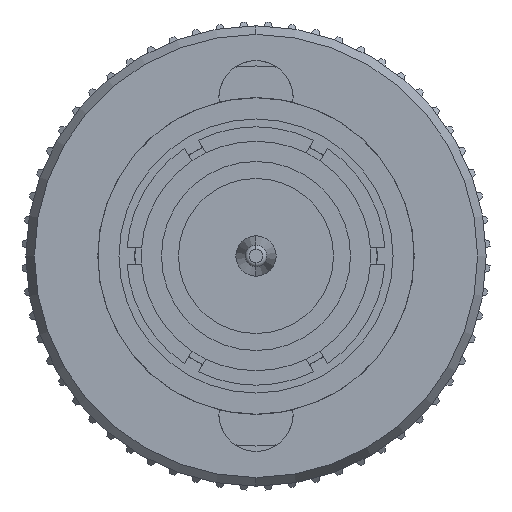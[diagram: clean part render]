
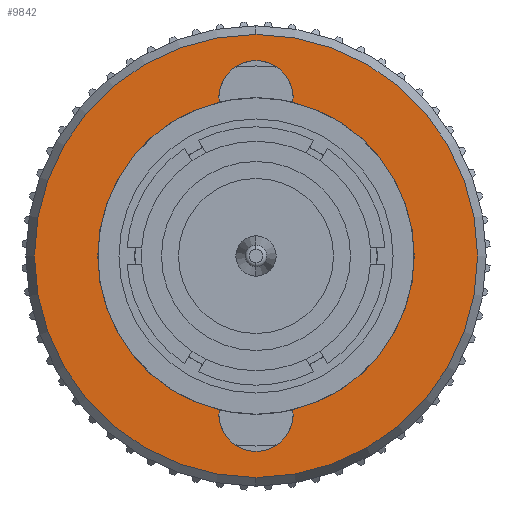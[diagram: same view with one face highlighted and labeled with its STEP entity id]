
A CAD part, left-side view. The second image highlights one B-rep face of the part: STEP entity #9842.
In plain terms, the highlighted planar face has unit normal (-1, 0, 0).
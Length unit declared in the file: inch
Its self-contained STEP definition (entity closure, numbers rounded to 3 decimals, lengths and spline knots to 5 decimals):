
#611 = ORIENTED_EDGE ( 'NONE', *, *, #9133, .T. ) ;
#622 = CIRCLE ( 'NONE', #7666, 0.27434 ) ;
#1240 = CARTESIAN_POINT ( 'NONE',  ( 0.33873, 0., 0. ) ) ;
#1284 = CARTESIAN_POINT ( 'NONE',  ( 0.33873, 0., 0. ) ) ;
#1287 = VERTEX_POINT ( 'NONE', #3409 ) ;
#1320 = EDGE_CURVE ( 'NONE', #5422, #2147, #15546, .T. ) ;
#1322 = DIRECTION ( 'NONE',  ( -1., 0., 0. ) ) ;
#1327 = ORIENTED_EDGE ( 'NONE', *, *, #6235, .T. ) ;
#1438 = ORIENTED_EDGE ( 'NONE', *, *, #14289, .F. ) ;
#1569 = ORIENTED_EDGE ( 'NONE', *, *, #15063, .F. ) ;
#1931 = ORIENTED_EDGE ( 'NONE', *, *, #1320, .F. ) ;
#1984 = VERTEX_POINT ( 'NONE', #13963 ) ;
#2147 = VERTEX_POINT ( 'NONE', #3900 ) ;
#2155 = EDGE_LOOP ( 'NONE', ( #611, #1327 ) ) ;
#2336 = CARTESIAN_POINT ( 'NONE',  ( 0.33873, 0.04568, -0.19049 ) ) ;
#2414 = AXIS2_PLACEMENT_3D ( 'NONE', #9238, #15010, #15095 ) ;
#2444 = FACE_BOUND ( 'NONE', #3098, .T. ) ;
#2591 = DIRECTION ( 'NONE',  ( 0., 0., 1. ) ) ;
#3098 = EDGE_LOOP ( 'NONE', ( #1438, #3348, #1569, #4742, #1931 ) ) ;
#3348 = ORIENTED_EDGE ( 'NONE', *, *, #4893, .F. ) ;
#3409 = CARTESIAN_POINT ( 'NONE',  ( 0.33873, 0.04568, 0.19049 ) ) ;
#3834 = DIRECTION ( 'NONE',  ( -1., 0., 0. ) ) ;
#3900 = CARTESIAN_POINT ( 'NONE',  ( 0.33873, -0.04568, -0.19049 ) ) ;
#3937 = AXIS2_PLACEMENT_3D ( 'NONE', #9566, #4599, #9410 ) ;
#3939 = CIRCLE ( 'NONE', #2414, 0.046 ) ;
#4330 = AXIS2_PLACEMENT_3D ( 'NONE', #8877, #3834, #10141 ) ;
#4599 = DIRECTION ( 'NONE',  ( -1., 0., 0. ) ) ;
#4742 = ORIENTED_EDGE ( 'NONE', *, *, #11883, .F. ) ;
#4847 = DIRECTION ( 'NONE',  ( -1., 0., 0. ) ) ;
#4893 = EDGE_CURVE ( 'NONE', #8508, #1287, #15035, .T. ) ;
#5421 = CIRCLE ( 'NONE', #11480, 0.27434 ) ;
#5422 = VERTEX_POINT ( 'NONE', #2336 ) ;
#6066 = PLANE ( 'NONE',  #14896 ) ;
#6139 = DIRECTION ( 'NONE',  ( 0., 0., -1. ) ) ;
#6235 = EDGE_CURVE ( 'NONE', #15371, #13596, #5421, .T. ) ;
#7443 = DIRECTION ( 'NONE',  ( 0., 0., -1. ) ) ;
#7666 = AXIS2_PLACEMENT_3D ( 'NONE', #8240, #9513, #10539 ) ;
#8240 = CARTESIAN_POINT ( 'NONE',  ( 0.33873, 0., 0. ) ) ;
#8278 = CARTESIAN_POINT ( 'NONE',  ( 0.33873, 0., -0.27434 ) ) ;
#8508 = VERTEX_POINT ( 'NONE', #15502 ) ;
#8673 = CIRCLE ( 'NONE', #9930, 0.1959 ) ;
#8877 = CARTESIAN_POINT ( 'NONE',  ( 0.33873, 0., 0. ) ) ;
#9133 = EDGE_CURVE ( 'NONE', #13596, #15371, #622, .T. ) ;
#9238 = CARTESIAN_POINT ( 'NONE',  ( 0.33873, 0., 0.1959 ) ) ;
#9378 = DIRECTION ( 'NONE',  ( 0., 0., -1. ) ) ;
#9410 = DIRECTION ( 'NONE',  ( 0., 0., 1. ) ) ;
#9513 = DIRECTION ( 'NONE',  ( -1., 0., 0. ) ) ;
#9566 = CARTESIAN_POINT ( 'NONE',  ( 0.33873, 0., -0.1959 ) ) ;
#9630 = FACE_OUTER_BOUND ( 'NONE', #2155, .T. ) ;
#9723 = AXIS2_PLACEMENT_3D ( 'NONE', #10715, #15321, #9378 ) ;
#9842 = ADVANCED_FACE ( 'NONE', ( #9630, #2444 ), #6066, .F. ) ;
#9930 = AXIS2_PLACEMENT_3D ( 'NONE', #1284, #4847, #7443 ) ;
#9944 = CARTESIAN_POINT ( 'NONE',  ( 0.33873, 0., -0.27434 ) ) ;
#10141 = DIRECTION ( 'NONE',  ( 0., 0., -1. ) ) ;
#10539 = DIRECTION ( 'NONE',  ( 0., 0., 1. ) ) ;
#10715 = CARTESIAN_POINT ( 'NONE',  ( 0.33873, 0., 0.1959 ) ) ;
#10885 = DIRECTION ( 'NONE',  ( 1., 0., 0. ) ) ;
#11480 = AXIS2_PLACEMENT_3D ( 'NONE', #1240, #1322, #2591 ) ;
#11883 = EDGE_CURVE ( 'NONE', #2147, #1984, #11885, .T. ) ;
#11885 = CIRCLE ( 'NONE', #4330, 0.1959 ) ;
#13596 = VERTEX_POINT ( 'NONE', #9944 ) ;
#13963 = CARTESIAN_POINT ( 'NONE',  ( 0.33873, -0.04568, 0.19049 ) ) ;
#14289 = EDGE_CURVE ( 'NONE', #1287, #5422, #8673, .T. ) ;
#14675 = CARTESIAN_POINT ( 'NONE',  ( 0.33873, 0., 0.27434 ) ) ;
#14896 = AXIS2_PLACEMENT_3D ( 'NONE', #8278, #10885, #6139 ) ;
#15010 = DIRECTION ( 'NONE',  ( -1., 0., 0. ) ) ;
#15035 = CIRCLE ( 'NONE', #9723, 0.046 ) ;
#15063 = EDGE_CURVE ( 'NONE', #1984, #8508, #3939, .T. ) ;
#15095 = DIRECTION ( 'NONE',  ( 0., 0., -1. ) ) ;
#15321 = DIRECTION ( 'NONE',  ( -1., 0., 0. ) ) ;
#15371 = VERTEX_POINT ( 'NONE', #14675 ) ;
#15502 = CARTESIAN_POINT ( 'NONE',  ( 0.33873, 0., 0.2419 ) ) ;
#15546 = CIRCLE ( 'NONE', #3937, 0.046 ) ;
